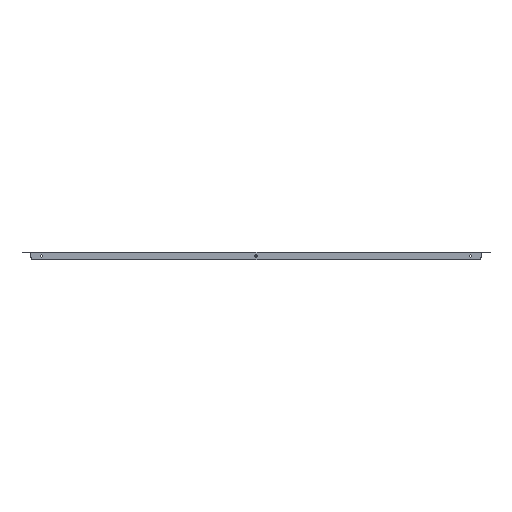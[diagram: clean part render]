
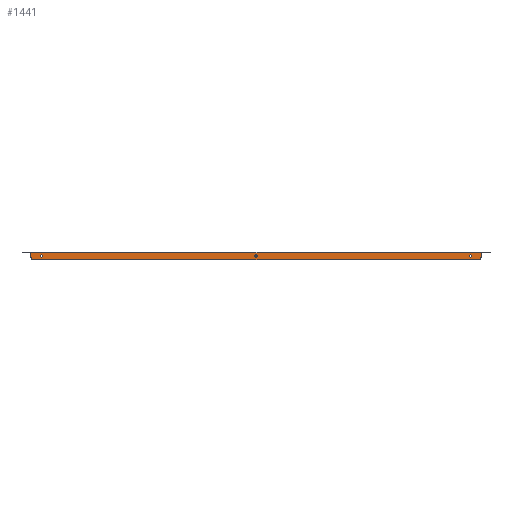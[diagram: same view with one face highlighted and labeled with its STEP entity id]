
A CAD part, front view. The second image highlights one B-rep face of the part: STEP entity #1441.
In plain terms, the highlighted planar face has unit normal (0, -1, 0).
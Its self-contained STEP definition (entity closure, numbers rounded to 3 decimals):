
#10 = VERTEX_POINT ( 'NONE', #1079 ) ;
#16 = PLANE ( 'NONE',  #324 ) ;
#33 = FACE_BOUND ( 'NONE', #2316, .T. ) ;
#38 = CIRCLE ( 'NONE', #1490, 5. ) ;
#52 = DIRECTION ( 'NONE',  ( 0., 0., 1. ) ) ;
#54 = DIRECTION ( 'NONE',  ( 0., 1., 0. ) ) ;
#58 = EDGE_CURVE ( 'NONE', #72, #10, #1424, .T. ) ;
#72 = VERTEX_POINT ( 'NONE', #1827 ) ;
#73 = VERTEX_POINT ( 'NONE', #2403 ) ;
#104 = DIRECTION ( 'NONE',  ( 0., 0., -1. ) ) ;
#130 = CARTESIAN_POINT ( 'NONE',  ( 426.25, -199.8, 0. ) ) ;
#189 = AXIS2_PLACEMENT_3D ( 'NONE', #714, #916, #1275 ) ;
#234 = ORIENTED_EDGE ( 'NONE', *, *, #1730, .F. ) ;
#276 = CARTESIAN_POINT ( 'NONE',  ( 0., -199.8, -5.4 ) ) ;
#281 = DIRECTION ( 'NONE',  ( 0., 0., 1. ) ) ;
#297 = EDGE_CURVE ( 'NONE', #1958, #72, #38, .T. ) ;
#318 = VERTEX_POINT ( 'NONE', #605 ) ;
#324 = AXIS2_PLACEMENT_3D ( 'NONE', #2074, #816, #52 ) ;
#329 = DIRECTION ( 'NONE',  ( 0., 0., 1. ) ) ;
#347 = ORIENTED_EDGE ( 'NONE', *, *, #1102, .T. ) ;
#348 = ORIENTED_EDGE ( 'NONE', *, *, #1446, .T. ) ;
#358 = CARTESIAN_POINT ( 'NONE',  ( 426.25, -199.8, -10. ) ) ;
#429 = DIRECTION ( 'NONE',  ( 0., -1., 0. ) ) ;
#453 = DIRECTION ( 'NONE',  ( 0., 0., 1. ) ) ;
#585 = AXIS2_PLACEMENT_3D ( 'NONE', #1340, #429, #1709 ) ;
#605 = CARTESIAN_POINT ( 'NONE',  ( -426.25, -199.8, -0.919 ) ) ;
#641 = CARTESIAN_POINT ( 'NONE',  ( -426.25, -199.8, -10. ) ) ;
#714 = CARTESIAN_POINT ( 'NONE',  ( 406.25, -199.8, -7.5 ) ) ;
#752 = LINE ( 'NONE', #130, #2146 ) ;
#785 = FACE_BOUND ( 'NONE', #1111, .T. ) ;
#816 = DIRECTION ( 'NONE',  ( 0., 1., 0. ) ) ;
#842 = CIRCLE ( 'NONE', #585, 5. ) ;
#916 = DIRECTION ( 'NONE',  ( 0., 1., 0. ) ) ;
#924 = CARTESIAN_POINT ( 'NONE',  ( -406.25, -199.8, -5.4 ) ) ;
#954 = EDGE_CURVE ( 'NONE', #318, #1958, #1725, .T. ) ;
#985 = FACE_BOUND ( 'NONE', #2315, .T. ) ;
#998 = DIRECTION ( 'NONE',  ( 0., 0., 1. ) ) ;
#1035 = FACE_OUTER_BOUND ( 'NONE', #1763, .T. ) ;
#1060 = CIRCLE ( 'NONE', #189, 2.1 ) ;
#1079 = CARTESIAN_POINT ( 'NONE',  ( 421.25, -199.8, -15. ) ) ;
#1082 = EDGE_CURVE ( 'NONE', #2409, #2409, #1060, .T. ) ;
#1088 = CIRCLE ( 'NONE', #1089, 2.1 ) ;
#1089 = AXIS2_PLACEMENT_3D ( 'NONE', #2288, #54, #453 ) ;
#1095 = CARTESIAN_POINT ( 'NONE',  ( -428.796, -199.8, -0.919 ) ) ;
#1102 = EDGE_CURVE ( 'NONE', #1201, #73, #752, .T. ) ;
#1105 = CARTESIAN_POINT ( 'NONE',  ( 0., -199.8, -7.5 ) ) ;
#1111 = EDGE_LOOP ( 'NONE', ( #1382 ) ) ;
#1201 = VERTEX_POINT ( 'NONE', #358 ) ;
#1232 = CARTESIAN_POINT ( 'NONE',  ( -426.25, -199.8, 0. ) ) ;
#1238 = DIRECTION ( 'NONE',  ( 1., 0., 0. ) ) ;
#1275 = DIRECTION ( 'NONE',  ( 0., 0., 1. ) ) ;
#1295 = VERTEX_POINT ( 'NONE', #924 ) ;
#1340 = CARTESIAN_POINT ( 'NONE',  ( 421.25, -199.8, -10. ) ) ;
#1382 = ORIENTED_EDGE ( 'NONE', *, *, #1082, .T. ) ;
#1391 = CARTESIAN_POINT ( 'NONE',  ( -421.25, -199.8, -10. ) ) ;
#1424 = LINE ( 'NONE', #1997, #2217 ) ;
#1441 = ADVANCED_FACE ( 'NONE', ( #33, #985, #785, #1035 ), #16, .F. ) ;
#1446 = EDGE_CURVE ( 'NONE', #10, #1201, #842, .T. ) ;
#1484 = ORIENTED_EDGE ( 'NONE', *, *, #2404, .T. ) ;
#1490 = AXIS2_PLACEMENT_3D ( 'NONE', #1391, #2274, #998 ) ;
#1501 = VECTOR ( 'NONE', #104, 1000. ) ;
#1534 = LINE ( 'NONE', #1095, #2090 ) ;
#1584 = CIRCLE ( 'NONE', #1907, 2.1 ) ;
#1594 = ORIENTED_EDGE ( 'NONE', *, *, #1744, .T. ) ;
#1606 = DIRECTION ( 'NONE',  ( 0., 1., 0. ) ) ;
#1636 = VERTEX_POINT ( 'NONE', #276 ) ;
#1655 = DIRECTION ( 'NONE',  ( 1., 0., 0. ) ) ;
#1709 = DIRECTION ( 'NONE',  ( 0., 0., 1. ) ) ;
#1725 = LINE ( 'NONE', #1232, #1501 ) ;
#1730 = EDGE_CURVE ( 'NONE', #318, #73, #1534, .T. ) ;
#1744 = EDGE_CURVE ( 'NONE', #1636, #1636, #1584, .T. ) ;
#1763 = EDGE_LOOP ( 'NONE', ( #1812, #1861, #2373, #348, #347, #234 ) ) ;
#1812 = ORIENTED_EDGE ( 'NONE', *, *, #954, .T. ) ;
#1827 = CARTESIAN_POINT ( 'NONE',  ( -421.25, -199.8, -15. ) ) ;
#1861 = ORIENTED_EDGE ( 'NONE', *, *, #297, .T. ) ;
#1907 = AXIS2_PLACEMENT_3D ( 'NONE', #1105, #1606, #281 ) ;
#1936 = CARTESIAN_POINT ( 'NONE',  ( 406.25, -199.8, -5.4 ) ) ;
#1958 = VERTEX_POINT ( 'NONE', #641 ) ;
#1997 = CARTESIAN_POINT ( 'NONE',  ( 0., -199.8, -15. ) ) ;
#2074 = CARTESIAN_POINT ( 'NONE',  ( 0., -199.8, 0. ) ) ;
#2090 = VECTOR ( 'NONE', #1238, 1000. ) ;
#2146 = VECTOR ( 'NONE', #329, 1000. ) ;
#2217 = VECTOR ( 'NONE', #1655, 1000. ) ;
#2274 = DIRECTION ( 'NONE',  ( 0., -1., 0. ) ) ;
#2288 = CARTESIAN_POINT ( 'NONE',  ( -406.25, -199.8, -7.5 ) ) ;
#2315 = EDGE_LOOP ( 'NONE', ( #1594 ) ) ;
#2316 = EDGE_LOOP ( 'NONE', ( #1484 ) ) ;
#2373 = ORIENTED_EDGE ( 'NONE', *, *, #58, .T. ) ;
#2403 = CARTESIAN_POINT ( 'NONE',  ( 426.25, -199.8, -0.919 ) ) ;
#2404 = EDGE_CURVE ( 'NONE', #1295, #1295, #1088, .T. ) ;
#2409 = VERTEX_POINT ( 'NONE', #1936 ) ;
